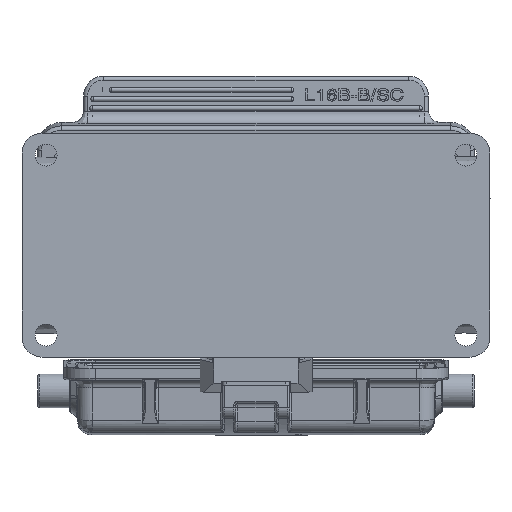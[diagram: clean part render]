
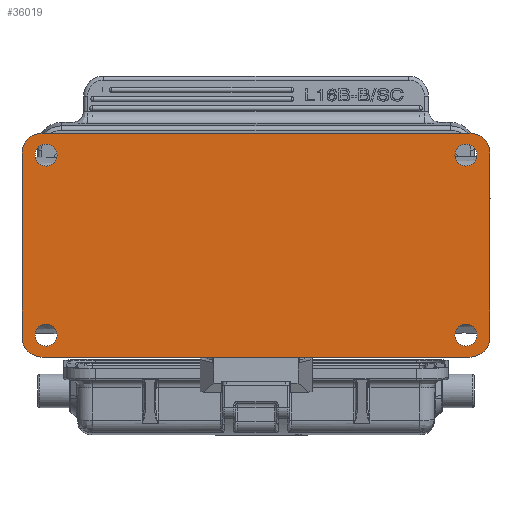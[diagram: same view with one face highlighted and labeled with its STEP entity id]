
A CAD part, front view. The second image highlights one B-rep face of the part: STEP entity #36019.
In plain terms, the highlighted planar face has unit normal (0, -1, 0).
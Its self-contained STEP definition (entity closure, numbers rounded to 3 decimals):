
#2361=DIRECTION('',(0.,0.,-1.));
#2362=VECTOR('',#2361,46.);
#2363=CARTESIAN_POINT('',(1.,0.,-5.));
#2364=LINE('',#2363,#2362);
#3716=DIRECTION('',(0.,0.,1.));
#3717=VECTOR('',#3716,46.);
#3718=CARTESIAN_POINT('',(118.,0.,-51.));
#3719=LINE('',#3718,#3717);
#3738=DIRECTION('',(-1.,0.,0.));
#3739=VECTOR('',#3738,107.);
#3740=CARTESIAN_POINT('',(113.,0.,0.));
#3741=LINE('',#3740,#3739);
#4717=CARTESIAN_POINT('',(113.,0.,-51.));
#4718=DIRECTION('',(0.,1.,0.));
#4719=DIRECTION('',(1.,0.,0.));
#4720=AXIS2_PLACEMENT_3D('',#4717,#4718,#4719);
#4722=DIRECTION('',(-1.,0.,0.));
#4723=VECTOR('',#4722,107.);
#4724=CARTESIAN_POINT('',(113.,0.,-56.));
#4725=LINE('',#4724,#4723);
#4726=CARTESIAN_POINT('',(6.,0.,-51.));
#4727=DIRECTION('',(0.,1.,0.));
#4728=DIRECTION('',(0.,0.,-1.));
#4729=AXIS2_PLACEMENT_3D('',#4726,#4727,#4728);
#4731=CARTESIAN_POINT('',(6.,0.,-5.));
#4732=DIRECTION('',(0.,1.,0.));
#4733=DIRECTION('',(-1.,0.,0.));
#4734=AXIS2_PLACEMENT_3D('',#4731,#4732,#4733);
#4736=CARTESIAN_POINT('',(113.,0.,-5.));
#4737=DIRECTION('',(0.,1.,0.));
#4738=DIRECTION('',(0.,0.,1.));
#4739=AXIS2_PLACEMENT_3D('',#4736,#4737,#4738);
#4741=CARTESIAN_POINT('',(7.,0.,-5.5));
#4742=DIRECTION('',(0.,-1.,0.));
#4743=DIRECTION('',(0.,0.,1.));
#4744=AXIS2_PLACEMENT_3D('',#4741,#4742,#4743);
#4746=CARTESIAN_POINT('',(7.,0.,-5.5));
#4747=DIRECTION('',(0.,-1.,0.));
#4748=DIRECTION('',(0.,0.,-1.));
#4749=AXIS2_PLACEMENT_3D('',#4746,#4747,#4748);
#4751=CARTESIAN_POINT('',(7.,0.,-50.5));
#4752=DIRECTION('',(0.,-1.,0.));
#4753=DIRECTION('',(0.,0.,1.));
#4754=AXIS2_PLACEMENT_3D('',#4751,#4752,#4753);
#4756=CARTESIAN_POINT('',(7.,0.,-50.5));
#4757=DIRECTION('',(0.,-1.,0.));
#4758=DIRECTION('',(0.,0.,-1.));
#4759=AXIS2_PLACEMENT_3D('',#4756,#4757,#4758);
#4761=CARTESIAN_POINT('',(112.,0.,-50.5));
#4762=DIRECTION('',(0.,-1.,0.));
#4763=DIRECTION('',(0.,0.,1.));
#4764=AXIS2_PLACEMENT_3D('',#4761,#4762,#4763);
#4766=CARTESIAN_POINT('',(112.,0.,-50.5));
#4767=DIRECTION('',(0.,-1.,0.));
#4768=DIRECTION('',(0.,0.,-1.));
#4769=AXIS2_PLACEMENT_3D('',#4766,#4767,#4768);
#4771=CARTESIAN_POINT('',(112.,0.,-5.5));
#4772=DIRECTION('',(0.,-1.,0.));
#4773=DIRECTION('',(0.,0.,1.));
#4774=AXIS2_PLACEMENT_3D('',#4771,#4772,#4773);
#4776=CARTESIAN_POINT('',(112.,0.,-5.5));
#4777=DIRECTION('',(0.,-1.,0.));
#4778=DIRECTION('',(0.,0.,-1.));
#4779=AXIS2_PLACEMENT_3D('',#4776,#4777,#4778);
#23377=CARTESIAN_POINT('',(1.,0.,-5.));
#23378=VERTEX_POINT('',#23377);
#23379=CARTESIAN_POINT('',(1.,0.,-51.));
#23380=VERTEX_POINT('',#23379);
#23655=CARTESIAN_POINT('',(118.,0.,-5.));
#23657=VERTEX_POINT('',#23655);
#23681=CARTESIAN_POINT('',(118.,0.,-51.));
#23682=VERTEX_POINT('',#23681);
#23683=CARTESIAN_POINT('',(113.,0.,0.));
#23685=VERTEX_POINT('',#23683);
#23689=CARTESIAN_POINT('',(6.,0.,0.));
#23690=VERTEX_POINT('',#23689);
#23796=CARTESIAN_POINT('',(6.,0.,-56.));
#23797=VERTEX_POINT('',#23796);
#23798=CARTESIAN_POINT('',(113.,0.,-56.));
#23799=VERTEX_POINT('',#23798);
#23800=CARTESIAN_POINT('',(7.,0.,-2.75));
#23801=CARTESIAN_POINT('',(7.,0.,-8.25));
#23802=VERTEX_POINT('',#23800);
#23803=VERTEX_POINT('',#23801);
#23804=CARTESIAN_POINT('',(7.,0.,-47.75));
#23805=CARTESIAN_POINT('',(7.,0.,-53.25));
#23806=VERTEX_POINT('',#23804);
#23807=VERTEX_POINT('',#23805);
#23808=CARTESIAN_POINT('',(112.,0.,-47.75));
#23809=CARTESIAN_POINT('',(112.,0.,-53.25));
#23810=VERTEX_POINT('',#23808);
#23811=VERTEX_POINT('',#23809);
#23812=CARTESIAN_POINT('',(112.,0.,-2.75));
#23813=CARTESIAN_POINT('',(112.,0.,-8.25));
#23814=VERTEX_POINT('',#23812);
#23815=VERTEX_POINT('',#23813);
#35979=CARTESIAN_POINT('',(59.5,0.,-28.));
#35980=DIRECTION('',(0.,1.,0.));
#35981=DIRECTION('',(0.,0.,1.));
#35982=AXIS2_PLACEMENT_3D('',#35979,#35980,#35981);
#35983=PLANE('',#35982);
#35984=ORIENTED_EDGE('',*,*,#33104,.F.);
#35985=ORIENTED_EDGE('',*,*,#35974,.T.);
#35986=ORIENTED_EDGE('',*,*,#35961,.T.);
#35987=ORIENTED_EDGE('',*,*,#35947,.T.);
#35988=ORIENTED_EDGE('',*,*,#30706,.F.);
#35990=ORIENTED_EDGE('',*,*,#35989,.T.);
#35991=ORIENTED_EDGE('',*,*,#33137,.F.);
#35992=ORIENTED_EDGE('',*,*,#33124,.T.);
#35993=EDGE_LOOP('',(#35984,#35985,#35986,#35987,#35988,#35990,#35991,#35992));
#35994=FACE_OUTER_BOUND('',#35993,.F.);
#35996=ORIENTED_EDGE('',*,*,#35995,.T.);
#35998=ORIENTED_EDGE('',*,*,#35997,.T.);
#35999=EDGE_LOOP('',(#35996,#35998));
#36000=FACE_BOUND('',#35999,.F.);
#36002=ORIENTED_EDGE('',*,*,#36001,.T.);
#36004=ORIENTED_EDGE('',*,*,#36003,.T.);
#36005=EDGE_LOOP('',(#36002,#36004));
#36006=FACE_BOUND('',#36005,.F.);
#36008=ORIENTED_EDGE('',*,*,#36007,.T.);
#36010=ORIENTED_EDGE('',*,*,#36009,.T.);
#36011=EDGE_LOOP('',(#36008,#36010));
#36012=FACE_BOUND('',#36011,.F.);
#36014=ORIENTED_EDGE('',*,*,#36013,.T.);
#36016=ORIENTED_EDGE('',*,*,#36015,.T.);
#36017=EDGE_LOOP('',(#36014,#36016));
#36018=FACE_BOUND('',#36017,.F.);
#4721=CIRCLE('',#4720,5.);
#4730=CIRCLE('',#4729,5.);
#4735=CIRCLE('',#4734,5.);
#4740=CIRCLE('',#4739,5.);
#4745=CIRCLE('',#4744,2.75);
#4750=CIRCLE('',#4749,2.75);
#4755=CIRCLE('',#4754,2.75);
#4760=CIRCLE('',#4759,2.75);
#4765=CIRCLE('',#4764,2.75);
#4770=CIRCLE('',#4769,2.75);
#4775=CIRCLE('',#4774,2.75);
#4780=CIRCLE('',#4779,2.75);
#30706=EDGE_CURVE('',#23378,#23380,#2364,.T.);
#33104=EDGE_CURVE('',#23682,#23657,#3719,.T.);
#33124=EDGE_CURVE('',#23685,#23657,#4740,.T.);
#33137=EDGE_CURVE('',#23685,#23690,#3741,.T.);
#35947=EDGE_CURVE('',#23797,#23380,#4730,.T.);
#35961=EDGE_CURVE('',#23799,#23797,#4725,.T.);
#35974=EDGE_CURVE('',#23682,#23799,#4721,.T.);
#35989=EDGE_CURVE('',#23378,#23690,#4735,.T.);
#35995=EDGE_CURVE('',#23802,#23803,#4745,.T.);
#35997=EDGE_CURVE('',#23803,#23802,#4750,.T.);
#36001=EDGE_CURVE('',#23806,#23807,#4755,.T.);
#36003=EDGE_CURVE('',#23807,#23806,#4760,.T.);
#36007=EDGE_CURVE('',#23810,#23811,#4765,.T.);
#36009=EDGE_CURVE('',#23811,#23810,#4770,.T.);
#36013=EDGE_CURVE('',#23814,#23815,#4775,.T.);
#36015=EDGE_CURVE('',#23815,#23814,#4780,.T.);
#36019=ADVANCED_FACE('',(#35994,#36000,#36006,#36012,#36018),#35983,.F.);
